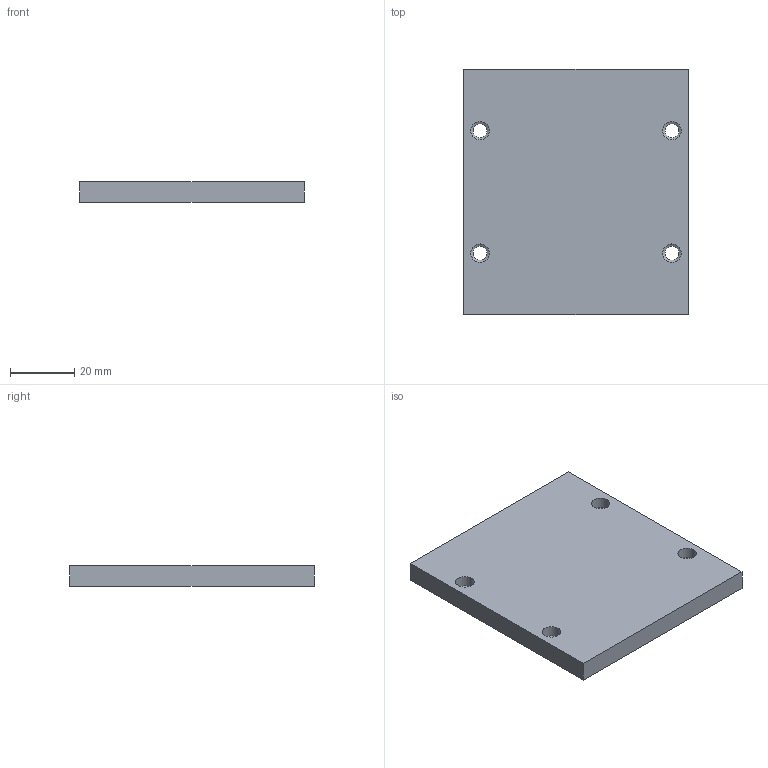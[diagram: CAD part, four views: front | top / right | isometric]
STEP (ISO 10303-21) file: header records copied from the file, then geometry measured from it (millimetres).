
FILE_DESCRIPTION(/* description */ (''),/* implementation_level */ '2;1');
FILE_NAME(/* name */ 'light-tight enclosure top.stp',/* time_stamp */ '2016-12-04T20:01:56-06:00',/* author */ ('HAL9000'),/* organization */ (''),/* preprocessor_version */ 'ST-DEVELOPER v15.6',/* originating_system */ 'Autodesk Inventor 2015',/* authorisation */ '');
FILE_SCHEMA (('AUTOMOTIVE_DESIGN { 1 0 10303 214 3 1 1 }'));
Length unit declared in the file: inch
Products named in the file (1): light-tight enclosure top
Bounding box: 69.85 x 76.2 x 6.35 mm (x, y, z)
Volume: 33254.3 mm3; surface area: 12774.6 mm2
Topology: 1 solids, 1 shells, 18 faces, 52 edges, 40 vertices
Faces by surface type: cylinder 8, plane 6, cone 4
Full cylindrical faces by diameter (mm): 4.366 x4, 5.74 x4
Entity records: 529 total; most frequent: DIRECTION 94, CARTESIAN_POINT 87, ORIENTED_EDGE 56, AXIS2_PLACEMENT_3D 39, EDGE_LOOP 38, EDGE_CURVE 28, VERTEX_POINT 24, FACE_BOUND 20
